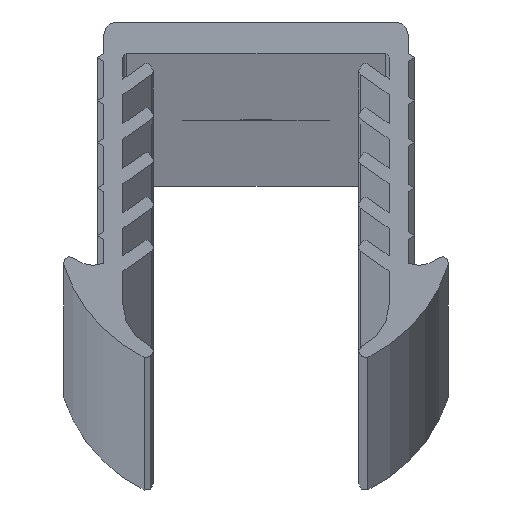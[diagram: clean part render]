
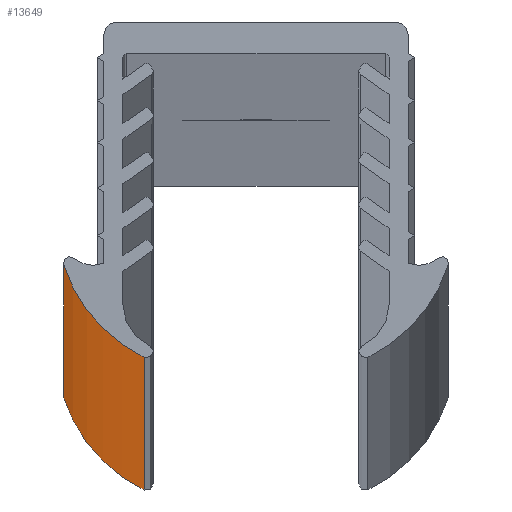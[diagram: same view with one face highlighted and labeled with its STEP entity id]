
A CAD part, top view. The second image highlights one B-rep face of the part: STEP entity #13649.
In plain terms, the highlighted cylindrical face has radius 12.3 mm (diameter 24.6 mm), a partial arc.
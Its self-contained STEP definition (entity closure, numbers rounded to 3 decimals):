
#521 = EDGE_LOOP ( 'NONE', ( #13272, #16523, #13468, #15961 ) ) ;
#1541 = AXIS2_PLACEMENT_3D ( 'NONE', #14897, #5613, #7020 ) ;
#2267 = VECTOR ( 'NONE', #12877, 1000. ) ;
#2336 = CARTESIAN_POINT ( 'NONE',  ( -15.176, -19.153, -3000. ) ) ;
#2379 = AXIS2_PLACEMENT_3D ( 'NONE', #15396, #6218, #3250 ) ;
#2520 = LINE ( 'NONE', #4974, #13488 ) ;
#3250 = DIRECTION ( 'NONE',  ( 1., 0., 0. ) ) ;
#3934 = LINE ( 'NONE', #11194, #2267 ) ;
#4612 = CARTESIAN_POINT ( 'NONE',  ( -8.828, -26.45, 3000. ) ) ;
#4974 = CARTESIAN_POINT ( 'NONE',  ( -15.176, -19.153, 3000. ) ) ;
#5613 = DIRECTION ( 'NONE',  ( 0., 0., 1. ) ) ;
#5960 = EDGE_CURVE ( 'NONE', #18268, #7698, #16465, .T. ) ;
#6218 = DIRECTION ( 'NONE',  ( 0., 0., 1. ) ) ;
#6523 = FACE_OUTER_BOUND ( 'NONE', #521, .T. ) ;
#7020 = DIRECTION ( 'NONE',  ( 1., 0., 0. ) ) ;
#7698 = VERTEX_POINT ( 'NONE', #4612 ) ;
#7760 = DIRECTION ( 'NONE',  ( 0., 0., -1. ) ) ;
#7792 = VERTEX_POINT ( 'NONE', #11736 ) ;
#9199 = CIRCLE ( 'NONE', #1541, 12.3 ) ;
#9523 = DIRECTION ( 'NONE',  ( 0., 0., -1. ) ) ;
#11194 = CARTESIAN_POINT ( 'NONE',  ( -8.828, -26.45, 3000. ) ) ;
#11203 = EDGE_CURVE ( 'NONE', #14925, #7792, #9199, .T. ) ;
#11736 = CARTESIAN_POINT ( 'NONE',  ( -8.828, -26.45, -3000. ) ) ;
#11842 = EDGE_CURVE ( 'NONE', #18268, #14925, #2520, .T. ) ;
#12013 = EDGE_CURVE ( 'NONE', #7698, #7792, #3934, .T. ) ;
#12877 = DIRECTION ( 'NONE',  ( 0., 0., -1. ) ) ;
#13272 = ORIENTED_EDGE ( 'NONE', *, *, #11203, .T. ) ;
#13468 = ORIENTED_EDGE ( 'NONE', *, *, #5960, .F. ) ;
#13488 = VECTOR ( 'NONE', #9523, 1000. ) ;
#13649 = ADVANCED_FACE ( 'NONE', ( #6523 ), #18459, .T. ) ;
#14821 = AXIS2_PLACEMENT_3D ( 'NONE', #15129, #7760, #15468 ) ;
#14897 = CARTESIAN_POINT ( 'NONE',  ( -3.469, -15.379, -3000. ) ) ;
#14925 = VERTEX_POINT ( 'NONE', #2336 ) ;
#15129 = CARTESIAN_POINT ( 'NONE',  ( -3.469, -15.379, 3000. ) ) ;
#15396 = CARTESIAN_POINT ( 'NONE',  ( -3.469, -15.379, 3000. ) ) ;
#15468 = DIRECTION ( 'NONE',  ( -1., 0., 0. ) ) ;
#15670 = CARTESIAN_POINT ( 'NONE',  ( -15.176, -19.153, 3000. ) ) ;
#15961 = ORIENTED_EDGE ( 'NONE', *, *, #11842, .T. ) ;
#16465 = CIRCLE ( 'NONE', #2379, 12.3 ) ;
#16523 = ORIENTED_EDGE ( 'NONE', *, *, #12013, .F. ) ;
#18268 = VERTEX_POINT ( 'NONE', #15670 ) ;
#18459 = CYLINDRICAL_SURFACE ( 'NONE', #14821, 12.3 ) ;
